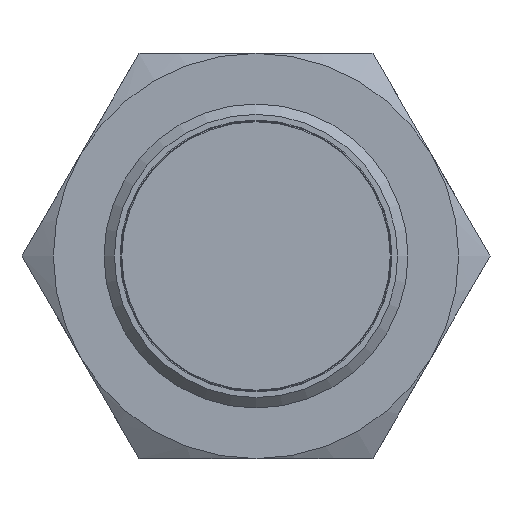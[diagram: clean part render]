
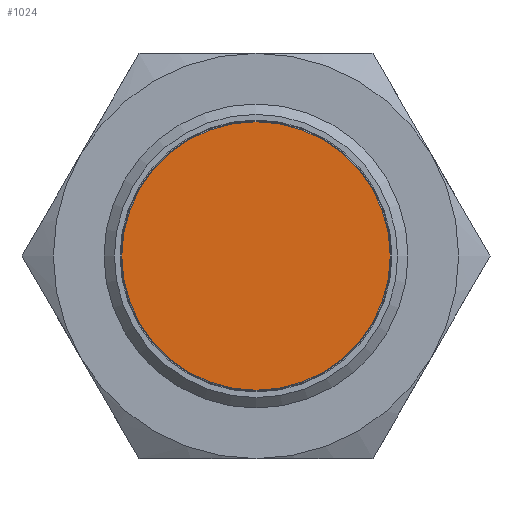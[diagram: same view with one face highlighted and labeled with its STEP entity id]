
A CAD part, left-side view. The second image highlights one B-rep face of the part: STEP entity #1024.
In plain terms, the highlighted face is planar.
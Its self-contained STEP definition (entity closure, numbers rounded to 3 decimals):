
#65 = CARTESIAN_POINT ( 'NONE',  ( -7.95, 29.263, 0. ) ) ;
#168 = DIRECTION ( 'NONE',  ( 0., 0., -1. ) ) ;
#466 = EDGE_LOOP ( 'NONE', ( #2669 ) ) ;
#617 = PLANE ( 'NONE',  #2911 ) ;
#1024 = ADVANCED_FACE ( 'NONE', ( #1498 ), #617, .F. ) ;
#1071 = VERTEX_POINT ( 'NONE', #3543 ) ;
#1283 = AXIS2_PLACEMENT_3D ( 'NONE', #1526, #3112, #168 ) ;
#1498 = FACE_OUTER_BOUND ( 'NONE', #466, .T. ) ;
#1526 = CARTESIAN_POINT ( 'NONE',  ( 0., 29.263, 0. ) ) ;
#2109 = EDGE_CURVE ( 'NONE', #1071, #1071, #2134, .T. ) ;
#2134 = CIRCLE ( 'NONE', #1283, 7.95 ) ;
#2250 = DIRECTION ( 'NONE',  ( 0., -1., 0. ) ) ;
#2669 = ORIENTED_EDGE ( 'NONE', *, *, #2109, .T. ) ;
#2911 = AXIS2_PLACEMENT_3D ( 'NONE', #65, #2250, #3414 ) ;
#3112 = DIRECTION ( 'NONE',  ( 0., 1., 0. ) ) ;
#3414 = DIRECTION ( 'NONE',  ( 0., 0., 1. ) ) ;
#3543 = CARTESIAN_POINT ( 'NONE',  ( 0., 29.263, -7.95 ) ) ;
